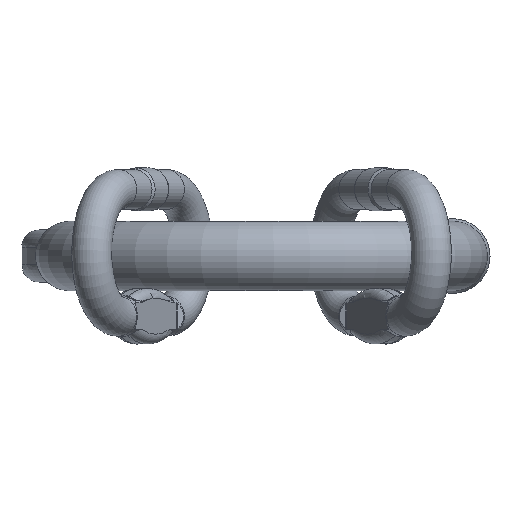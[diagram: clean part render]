
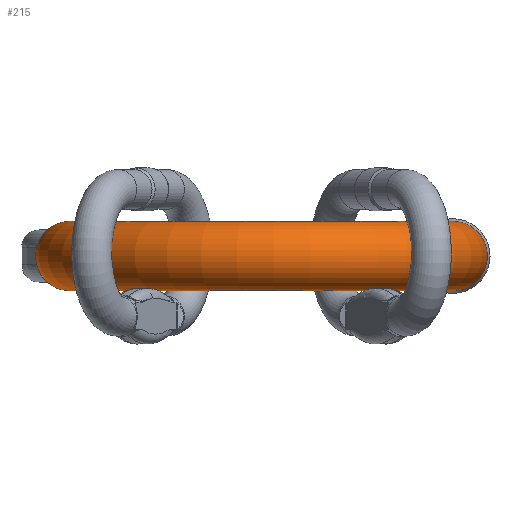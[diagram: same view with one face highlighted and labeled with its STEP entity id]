
A CAD part, front view. The second image highlights one B-rep face of the part: STEP entity #215.
In plain terms, the highlighted toroidal (fillet/blend) face has major radius 110 mm and minor radius 20 mm.
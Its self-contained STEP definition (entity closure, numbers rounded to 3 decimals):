
#194=TOROIDAL_SURFACE('',#1798,110.,20.);
#215=ADVANCED_FACE('',(#446,#447),#194,.T.);
#365=CIRCLE('',#1793,20.);
#366=CIRCLE('',#1795,20.);
#446=FACE_BOUND('',#494,.T.);
#447=FACE_BOUND('',#495,.T.);
#494=EDGE_LOOP('',(#802));
#495=EDGE_LOOP('',(#803));
#802=ORIENTED_EDGE('',*,*,#1471,.T.);
#803=ORIENTED_EDGE('',*,*,#1472,.F.);
#1303=VERTEX_POINT('',#2647);
#1304=VERTEX_POINT('',#2650);
#1471=EDGE_CURVE('',#1303,#1303,#365,.T.);
#1472=EDGE_CURVE('',#1304,#1304,#366,.T.);
#1793=AXIS2_PLACEMENT_3D('',#2646,#1996,#1997);
#1795=AXIS2_PLACEMENT_3D('',#2649,#2000,#2001);
#1798=AXIS2_PLACEMENT_3D('',#2654,#2006,#2007);
#1996=DIRECTION('',(0.,-1.,0.));
#1997=DIRECTION('',(1.,0.,0.));
#2000=DIRECTION('',(0.,1.,0.));
#2001=DIRECTION('',(-1.,0.,0.));
#2006=DIRECTION('',(0.,0.,1.));
#2007=DIRECTION('',(1.,0.,0.));
#2646=CARTESIAN_POINT('',(-110.,-80.,0.));
#2647=CARTESIAN_POINT('',(-90.,-80.,0.));
#2649=CARTESIAN_POINT('',(110.,-80.,0.));
#2650=CARTESIAN_POINT('',(90.,-80.,0.));
#2654=CARTESIAN_POINT('',(0.,-80.,0.));
